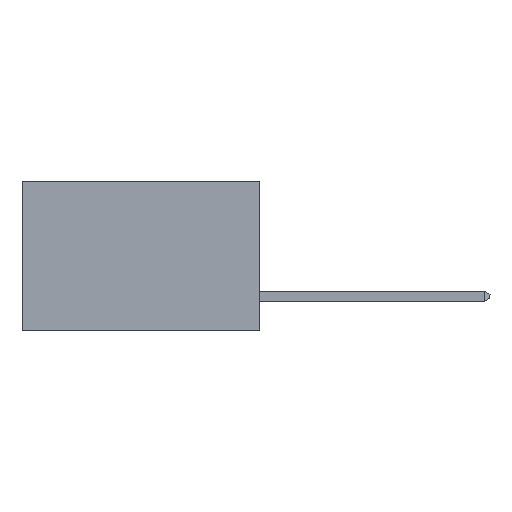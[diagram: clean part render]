
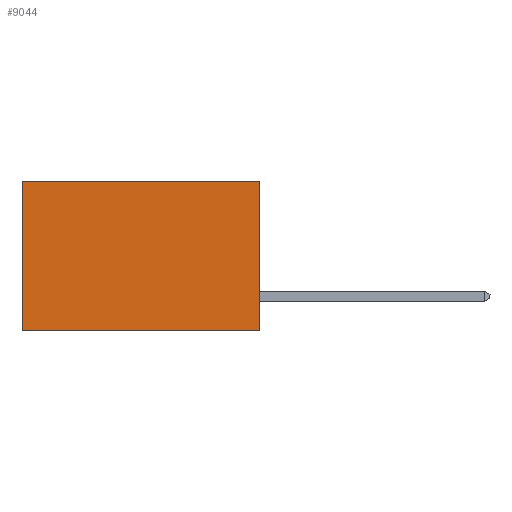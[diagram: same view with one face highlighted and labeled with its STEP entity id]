
A CAD part, left-side view. The second image highlights one B-rep face of the part: STEP entity #9044.
In plain terms, the highlighted planar face has unit normal (-1, 0, 0).
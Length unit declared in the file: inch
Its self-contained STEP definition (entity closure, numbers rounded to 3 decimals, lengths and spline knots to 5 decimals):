
#49 = AXIS2_PLACEMENT_3D ( 'NONE', #2770, #9731, #4524 ) ;
#75 = CARTESIAN_POINT ( 'NONE',  ( 0.277, 0., -0.37 ) ) ;
#385 = ORIENTED_EDGE ( 'NONE', *, *, #8888, .T. ) ;
#668 = VECTOR ( 'NONE', #1792, 39.37008 ) ;
#840 = CARTESIAN_POINT ( 'NONE',  ( 0.277, 0.59, -0.37 ) ) ;
#1009 = VERTEX_POINT ( 'NONE', #10057 ) ;
#1539 = CARTESIAN_POINT ( 'NONE',  ( 0.277, 0., -0.37 ) ) ;
#1666 = CARTESIAN_POINT ( 'NONE',  ( 0.277, 0.59, -0.37 ) ) ;
#1792 = DIRECTION ( 'NONE',  ( 0., 0., -1. ) ) ;
#1933 = EDGE_CURVE ( 'NONE', #10569, #1009, #10056, .T. ) ;
#2094 = ORIENTED_EDGE ( 'NONE', *, *, #11157, .F. ) ;
#2178 = LINE ( 'NONE', #1539, #11127 ) ;
#2282 = ORIENTED_EDGE ( 'NONE', *, *, #1933, .T. ) ;
#2417 = VECTOR ( 'NONE', #6948, 39.37008 ) ;
#2704 = LINE ( 'NONE', #1666, #2417 ) ;
#2770 = CARTESIAN_POINT ( 'NONE',  ( 0.277, 0., -0.37 ) ) ;
#3063 = LINE ( 'NONE', #7919, #668 ) ;
#3130 = VECTOR ( 'NONE', #6697, 39.37008 ) ;
#4524 = DIRECTION ( 'NONE',  ( 0., 0., -1. ) ) ;
#4750 = ORIENTED_EDGE ( 'NONE', *, *, #7096, .F. ) ;
#5136 = VERTEX_POINT ( 'NONE', #75 ) ;
#5435 = FACE_OUTER_BOUND ( 'NONE', #11149, .T. ) ;
#6650 = VERTEX_POINT ( 'NONE', #840 ) ;
#6697 = DIRECTION ( 'NONE',  ( 0., 1., 0. ) ) ;
#6948 = DIRECTION ( 'NONE',  ( 0., 0., -1. ) ) ;
#7096 = EDGE_CURVE ( 'NONE', #5136, #6650, #2178, .T. ) ;
#7919 = CARTESIAN_POINT ( 'NONE',  ( 0.277, 0., -0.37 ) ) ;
#7999 = PLANE ( 'NONE',  #49 ) ;
#8888 = EDGE_CURVE ( 'NONE', #1009, #6650, #2704, .T. ) ;
#9044 = ADVANCED_FACE ( 'NONE', ( #5435 ), #7999, .F. ) ;
#9426 = DIRECTION ( 'NONE',  ( 0., 1., 0. ) ) ;
#9731 = DIRECTION ( 'NONE',  ( 1., 0., 0. ) ) ;
#10056 = LINE ( 'NONE', #10998, #3130 ) ;
#10057 = CARTESIAN_POINT ( 'NONE',  ( 0.277, 0.59, 0. ) ) ;
#10219 = CARTESIAN_POINT ( 'NONE',  ( 0.277, 0., 0. ) ) ;
#10569 = VERTEX_POINT ( 'NONE', #10219 ) ;
#10998 = CARTESIAN_POINT ( 'NONE',  ( 0.277, 0., 0. ) ) ;
#11127 = VECTOR ( 'NONE', #9426, 39.37008 ) ;
#11149 = EDGE_LOOP ( 'NONE', ( #385, #4750, #2094, #2282 ) ) ;
#11157 = EDGE_CURVE ( 'NONE', #10569, #5136, #3063, .T. ) ;
